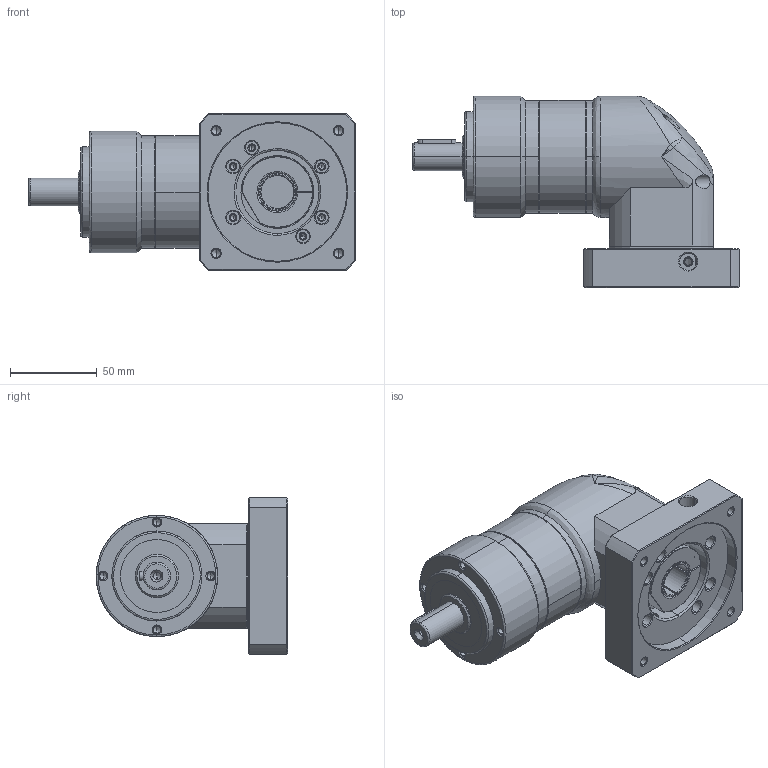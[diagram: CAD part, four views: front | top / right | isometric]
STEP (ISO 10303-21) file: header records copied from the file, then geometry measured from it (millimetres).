
FILE_DESCRIPTION (( 'STEP AP214' ), '1' );
FILE_NAME ('PEL070-L2-19-80-100M6.STEP', '2024-01-06T05:59:18', ( 'admin' ), ( '' ), 'SwSTEP 2.0', 'SolidWorks 2013', '' );
FILE_SCHEMA (( 'AUTOMOTIVE_DESIGN' ));
Length unit declared in the file: millimetre
Products named in the file (6): PEL070-L2-19-80-100M6; PB060_X2_4E007EA79F7F5708_X0_; SDL060_X2_94DD58F3_X0_-19; SBL060-80-100M6; SBL060_X2_8F9351658F7495017D2773AF_X0_-19; PE070_X2_8F9351FA7AEF_X0_
Assembly tree (5 placements, depth 2):
  PEL070-L2-19-80-100M6
    PB060_X2_4E007EA79F7F5708_X0_
    SDL060_X2_94DD58F3_X0_-19
    SBL060-80-100M6
    SBL060_X2_8F9351658F7495017D2773AF_X0_-19
    PE070_X2_8F9351FA7AEF_X0_
Bounding box: 188.5 x 110.5 x 90 mm (x, y, z)
Volume: 646622.2 mm3; surface area: 114315 mm2
Topology: 11 solids, 11 shells, 491 faces, 1192 edges, 706 vertices
Faces by surface type: cylinder 201, cone 156, plane 98, bspline 34, torus 2
Entity records: 22647 total; most frequent: CARTESIAN_POINT 5717, DIRECTION 2438, ORIENTED_EDGE 2252, EDGE_CURVE 1126, AXIS2_PLACEMENT_3D 996, VERTEX_POINT 706, EDGE_LOOP 592, CIRCLE 531
